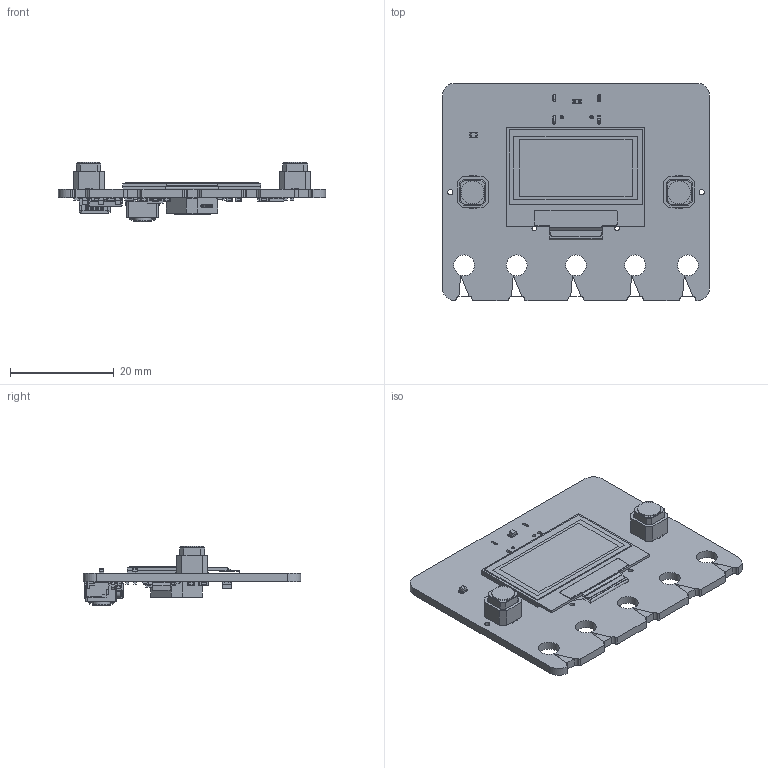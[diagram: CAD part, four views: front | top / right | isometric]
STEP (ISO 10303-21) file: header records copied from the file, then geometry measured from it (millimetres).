
FILE_DESCRIPTION(('Open CASCADE Model'),'2;1');
FILE_NAME('Open CASCADE Shape Model','2025-05-27T11:48:05',('Author'),( 'Open CASCADE'),'Open CASCADE STEP processor 7.5','Open CASCADE 7.5' ,'Unknown');
FILE_SCHEMA(('AUTOMOTIVE_DESIGN { 1 0 10303 214 1 1 1 1 }'));
Length unit declared in the file: millimetre
Products named in the file (88): PCB; Board; Open CASCADE STEP translator 7.5 2.1.1; D; DUELink-RA-Connector; R10; 6520968912; Extruded; 6520968672; R1; LIGHT; User Library-LTST-C190TBKT; User Library-LTST-C190TBKT_Pad; User Library-LTST-C190TBKT_Pad005; User Library-LTST-C190TBKT_Pad001; User Library-LTST-C190TBKT_Pad004; User Library-LTST-C190TBKT_Pad003; User Library-LTST-C190TBKT_Lens; U2; 0_96__OLED v7; STAT1; 0603 LED Green; Solid1; Solid4; R4; 6520969312; 6520969072; C13; 0805 SMD Capacitor; C12; C11; C9; C8; RESET; TL3301NFxxxxJ; C1; 6520965712; 6520119392; C2; R7 ...
Assembly tree (130 placements, depth 4):
  PCB
    Board
      Open CASCADE STEP translator 7.5 2.1.1
    D
      DUELink-RA-Connector
    R10
      6520968912  x2
        Extruded
      6520968672
        Extruded
    R1
      6520968912  x2
        Extruded
      6520968672
        Extruded
    LIGHT
      User Library-LTST-C190TBKT
        User Library-LTST-C190TBKT_Pad
        User Library-LTST-C190TBKT_Pad005
        User Library-LTST-C190TBKT_Pad001
        User Library-LTST-C190TBKT_Pad004
        User Library-LTST-C190TBKT_Pad003
        User Library-LTST-C190TBKT_Lens
    U2
      0_96__OLED v7
    STAT1
      0603 LED Green
        Solid1
        Solid4
        Solid1
        Solid1
        Solid4
        Solid1
        Solid1
        Solid1
    R4
      6520969312  x2
        Extruded
      6520969072
        Extruded
    C13
      0805 SMD Capacitor
    C12
      0805 SMD Capacitor
    C11
      0805 SMD Capacitor
    C9
      0805 SMD Capacitor
    C8
      0805 SMD Capacitor
    RESET
      TL3301NFxxxxJ
    C1
      6520965712
        Extruded
      6520119392  x2
        Extruded
    C2
      0805 SMD Capacitor
    R7
Bounding box: 51.6 x 42 x 11.42 mm (x, y, z)
Volume: 4771.2 mm3; surface area: 9647.7 mm2
Topology: 135 solids, 148 shells, 4958 faces, 15744 edges, 13605 vertices
Faces by surface type: plane 3332, cylinder 1106, bspline 401, sphere 84, cone 30, torus 5
Full cylindrical faces by diameter (mm): 0.5 x2, 0.65 x2, 0.75 x4, 0.9 x2, 1 x2, 1.149 x1, 3.5 x1, 3.6 x1, 4 x5, 4.4 x2, 5 x1
Entity records: 183762 total; most frequent: CARTESIAN_POINT 38183, DIRECTION 22142, ORIENTED_EDGE 21344, EDGE_CURVE 10672, LINE 10208, VECTOR 10208, VERTEX_POINT 6975, AXIS2_PLACEMENT_3D 5967
